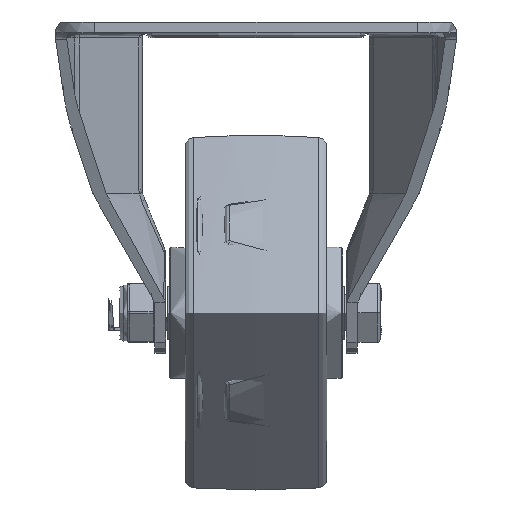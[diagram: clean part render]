
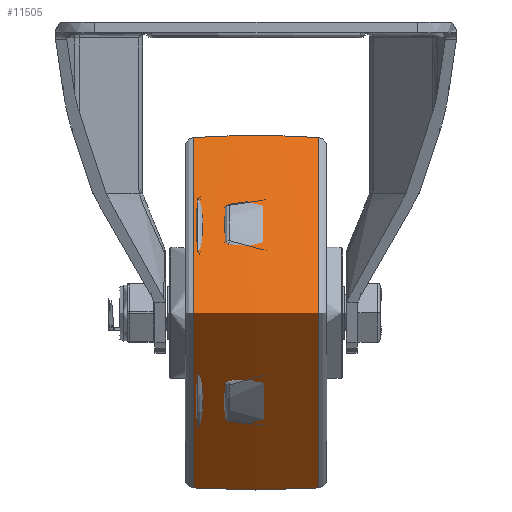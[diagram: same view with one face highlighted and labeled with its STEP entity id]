
A CAD part, left-side view. The second image highlights one B-rep face of the part: STEP entity #11505.
In plain terms, the highlighted free-form (B-spline) face has degree [2, 2] with [3, 9] control points.
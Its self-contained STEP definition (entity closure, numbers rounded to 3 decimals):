
#64=(
BOUNDED_SURFACE()
B_SPLINE_SURFACE(2,2,((#27735,#27736,#27737,#27738,#27739,#27740,#27741,
#27742,#27743),(#27744,#27745,#27746,#27747,#27748,#27749,#27750,#27751,
#27752),(#27753,#27754,#27755,#27756,#27757,#27758,#27759,#27760,#27761)),
 .UNSPECIFIED.,.F.,.T.,.F.)
B_SPLINE_SURFACE_WITH_KNOTS((3,3),(3,2,2,2,3),(-0.066,0.066),
(-3.142,-1.571,0.,1.571,3.142),
 .UNSPECIFIED.)
GEOMETRIC_REPRESENTATION_ITEM()
RATIONAL_B_SPLINE_SURFACE(((1.,0.707,1.,0.707,1.,
0.707,1.,0.707,1.),(0.998,0.706,
0.998,0.706,0.998,0.706,
0.998,0.706,0.998),(1.,0.707,
1.,0.707,1.,0.707,1.,0.707,1.)))
REPRESENTATION_ITEM('')
SURFACE()
);
#1522=FACE_OUTER_BOUND('',#2263,.T.);
#2263=EDGE_LOOP('',(#8818,#8819,#8820,#8821));
#4289=CIRCLE('',#12518,49.415);
#4290=CIRCLE('',#12519,267.042);
#4291=CIRCLE('',#12520,49.415);
#5103=VERTEX_POINT('',#27732);
#5104=VERTEX_POINT('',#27762);
#6412=EDGE_CURVE('',#5103,#5103,#4289,.T.);
#6413=EDGE_CURVE('',#5103,#5104,#4290,.T.);
#6414=EDGE_CURVE('',#5104,#5104,#4291,.T.);
#8818=ORIENTED_EDGE('',*,*,#6412,.F.);
#8819=ORIENTED_EDGE('',*,*,#6413,.T.);
#8820=ORIENTED_EDGE('',*,*,#6414,.T.);
#8821=ORIENTED_EDGE('',*,*,#6413,.F.);
#11505=ADVANCED_FACE('',(#1522),#64,.F.);
#12518=AXIS2_PLACEMENT_3D('',#27734,#14401,#14402);
#12519=AXIS2_PLACEMENT_3D('',#27763,#14403,#14404);
#12520=AXIS2_PLACEMENT_3D('',#27764,#14405,#14406);
#14401=DIRECTION('center_axis',(0.,-1.,0.));
#14402=DIRECTION('ref_axis',(0.,0.,1.));
#14403=DIRECTION('center_axis',(-1.,0.,0.));
#14404=DIRECTION('ref_axis',(0.,0.,1.));
#14405=DIRECTION('center_axis',(0.,-1.,0.));
#14406=DIRECTION('ref_axis',(0.,0.,1.));
#27732=CARTESIAN_POINT('',(0.,-17.665,49.415));
#27734=CARTESIAN_POINT('Origin',(0.,-17.665,0.));
#27735=CARTESIAN_POINT('Ctrl Pts',(0.,17.665,49.415));
#27736=CARTESIAN_POINT('Ctrl Pts',(-49.415,17.665,49.415));
#27737=CARTESIAN_POINT('Ctrl Pts',(-49.415,17.665,0.));
#27738=CARTESIAN_POINT('Ctrl Pts',(-49.415,17.665,-49.415));
#27739=CARTESIAN_POINT('Ctrl Pts',(0.,17.665,-49.415));
#27740=CARTESIAN_POINT('Ctrl Pts',(49.415,17.665,-49.415));
#27741=CARTESIAN_POINT('Ctrl Pts',(49.415,17.665,0.));
#27742=CARTESIAN_POINT('Ctrl Pts',(49.415,17.665,49.415));
#27743=CARTESIAN_POINT('Ctrl Pts',(0.,17.665,49.415));
#27744=CARTESIAN_POINT('Ctrl Pts',(0.,0.,50.586));
#27745=CARTESIAN_POINT('Ctrl Pts',(-50.586,0.,
50.586));
#27746=CARTESIAN_POINT('Ctrl Pts',(-50.586,0.,
0.));
#27747=CARTESIAN_POINT('Ctrl Pts',(-50.586,0.,
-50.586));
#27748=CARTESIAN_POINT('Ctrl Pts',(0.,0.,-50.586));
#27749=CARTESIAN_POINT('Ctrl Pts',(50.586,0.,
-50.586));
#27750=CARTESIAN_POINT('Ctrl Pts',(50.586,0.,
0.));
#27751=CARTESIAN_POINT('Ctrl Pts',(50.586,0.,
50.586));
#27752=CARTESIAN_POINT('Ctrl Pts',(0.,0.,50.586));
#27753=CARTESIAN_POINT('Ctrl Pts',(0.,-17.665,49.415));
#27754=CARTESIAN_POINT('Ctrl Pts',(-49.415,-17.665,
49.415));
#27755=CARTESIAN_POINT('Ctrl Pts',(-49.415,-17.665,
0.));
#27756=CARTESIAN_POINT('Ctrl Pts',(-49.415,-17.665,
-49.415));
#27757=CARTESIAN_POINT('Ctrl Pts',(0.,-17.665,-49.415));
#27758=CARTESIAN_POINT('Ctrl Pts',(49.415,-17.665,-49.415));
#27759=CARTESIAN_POINT('Ctrl Pts',(49.415,-17.665,0.));
#27760=CARTESIAN_POINT('Ctrl Pts',(49.415,-17.665,49.415));
#27761=CARTESIAN_POINT('Ctrl Pts',(0.,-17.665,49.415));
#27762=CARTESIAN_POINT('',(0.,17.665,49.415));
#27763=CARTESIAN_POINT('Origin',(0.,0.,
-217.042));
#27764=CARTESIAN_POINT('Origin',(0.,17.665,0.));
